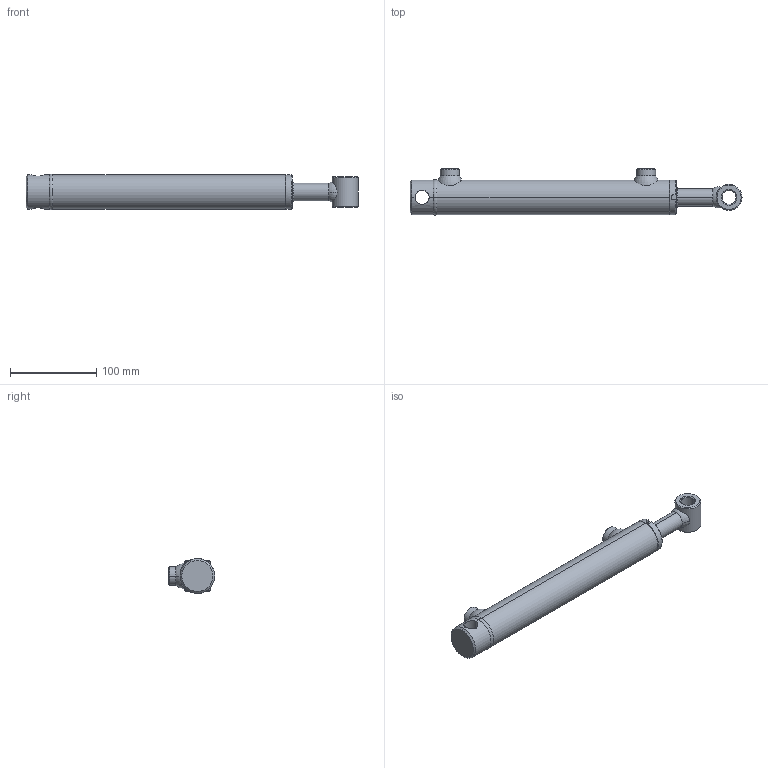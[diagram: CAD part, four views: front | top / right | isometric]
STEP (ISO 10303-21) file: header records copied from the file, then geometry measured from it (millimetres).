
FILE_DESCRIPTION (( 'STEP AP203' ), '1' );
FILE_NAME ('700.20.STEP', '2014-07-23T09:59:00', ( '' ), ( '' ), 'SwSTEP 2.0', 'SolidWorks 2013', '' );
FILE_SCHEMA (( 'CONFIG_CONTROL_DESIGN' ));
Length unit declared in the file: millimetre
Products named in the file (1): 700.20
Bounding box: 384 x 53.58 x 41.17 mm (x, y, z)
Surface area: 73728.8 mm2 (no closed solid volume)
Topology: 0 solids, 12 shells, 86 faces, 207 edges, 130 vertices
Faces by surface type: cone 33, cylinder 33, plane 12, torus 8
Entity records: 3737 total; most frequent: CARTESIAN_POINT 1640, DIRECTION 451, ORIENTED_EDGE 372, EDGE_CURVE 207, AXIS2_PLACEMENT_3D 189, VERTEX_POINT 130, EDGE_LOOP 102, CIRCLE 102
